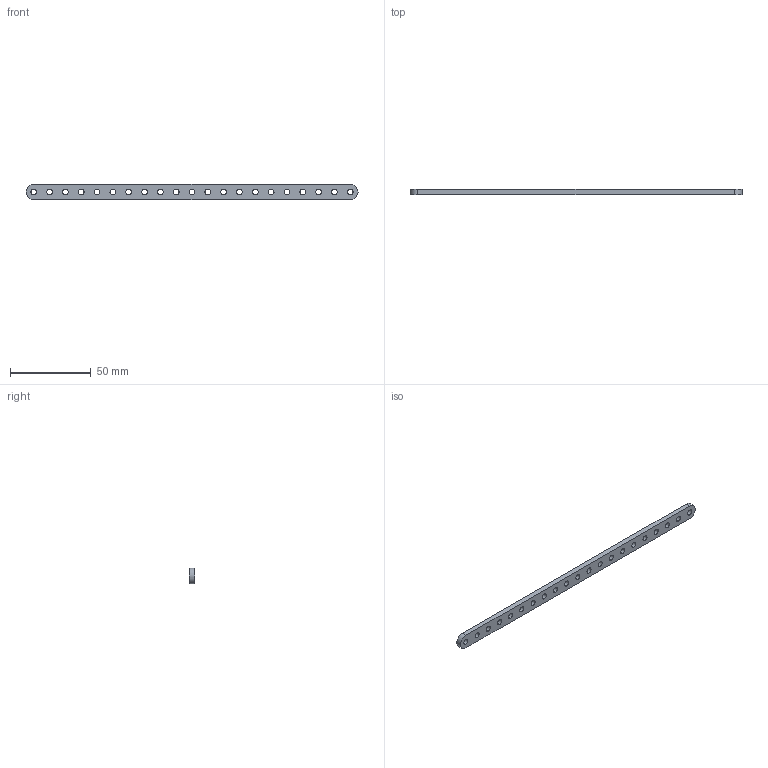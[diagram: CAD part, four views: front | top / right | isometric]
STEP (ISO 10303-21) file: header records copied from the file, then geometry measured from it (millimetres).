
FILE_DESCRIPTION (( 'STEP AP203' ), '1' );
FILE_NAME ('585678.STEP', '2014-10-27T21:52:19', ( 'Kyle' ), ( 'Microsoft' ), 'SwSTEP 2.0', 'SolidWorks 2014', '' );
FILE_SCHEMA (( 'CONFIG_CONTROL_DESIGN' ));
Length unit declared in the file: inch
Products named in the file (1): 585678
Bounding box: 205.1 x 3.17 x 9.53 mm (x, y, z)
Volume: 5478.8 mm3; surface area: 5533 mm2
Topology: 1 solids, 1 shells, 48 faces, 138 edges, 92 vertices
Faces by surface type: cylinder 44, plane 4
Entity records: 1793 total; most frequent: DIRECTION 324, CARTESIAN_POINT 279, ORIENTED_EDGE 276, EDGE_CURVE 138, AXIS2_PLACEMENT_3D 137, VERTEX_POINT 92, EDGE_LOOP 90, CIRCLE 88
